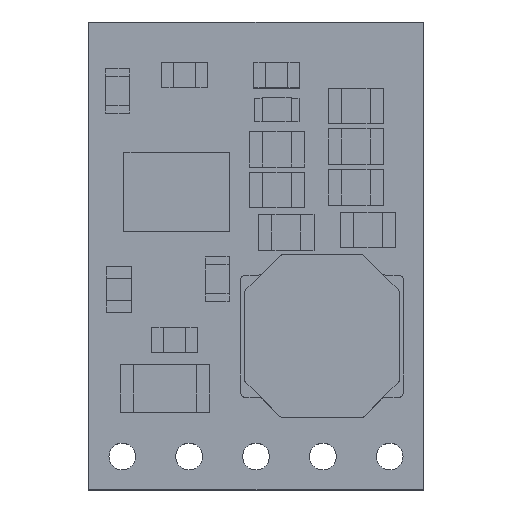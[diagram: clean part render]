
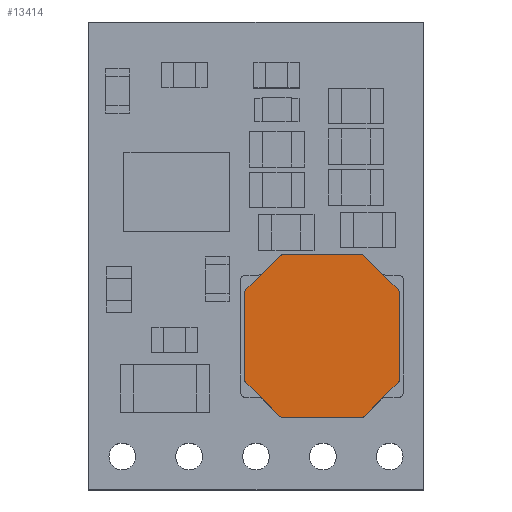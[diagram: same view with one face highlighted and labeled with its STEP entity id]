
A CAD part, top view. The second image highlights one B-rep face of the part: STEP entity #13414.
In plain terms, the highlighted planar face has unit normal (0, 0, 1).
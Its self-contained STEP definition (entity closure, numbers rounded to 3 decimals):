
#223=PLANE('',#14169);
#1208=FACE_OUTER_BOUND('',#1938,.T.);
#1938=EDGE_LOOP('',(#9891,#9892,#9893,#9894,#9895,#9896,#9897,#9898,#9899,
#9900,#9901,#9902,#9903,#9904,#9905,#9906));
#3055=LINE('',#19060,#4609);
#3058=LINE('',#19068,#4612);
#3061=LINE('',#19076,#4615);
#3064=LINE('',#19084,#4618);
#3067=LINE('',#19092,#4621);
#3070=LINE('',#19100,#4624);
#3073=LINE('',#19108,#4627);
#3075=LINE('',#19114,#4629);
#4609=VECTOR('',#15472,1000.);
#4612=VECTOR('',#15481,1000.);
#4615=VECTOR('',#15490,1000.);
#4618=VECTOR('',#15499,1000.);
#4621=VECTOR('',#15508,1000.);
#4624=VECTOR('',#15517,1000.);
#4627=VECTOR('',#15526,1000.);
#4629=VECTOR('',#15534,1000.);
#5666=CIRCLE('',#14146,0.2);
#5667=CIRCLE('',#14149,0.2);
#5668=CIRCLE('',#14152,0.2);
#5669=CIRCLE('',#14155,0.2);
#5670=CIRCLE('',#14158,0.2);
#5671=CIRCLE('',#14161,0.2);
#5672=CIRCLE('',#14164,0.2);
#5673=CIRCLE('',#14167,0.2);
#6114=VERTEX_POINT('',#19052);
#6115=VERTEX_POINT('',#19054);
#6116=VERTEX_POINT('',#19058);
#6117=VERTEX_POINT('',#19062);
#6118=VERTEX_POINT('',#19066);
#6119=VERTEX_POINT('',#19070);
#6120=VERTEX_POINT('',#19074);
#6121=VERTEX_POINT('',#19078);
#6122=VERTEX_POINT('',#19082);
#6123=VERTEX_POINT('',#19086);
#6124=VERTEX_POINT('',#19090);
#6125=VERTEX_POINT('',#19094);
#6126=VERTEX_POINT('',#19098);
#6127=VERTEX_POINT('',#19102);
#6128=VERTEX_POINT('',#19106);
#6129=VERTEX_POINT('',#19110);
#7507=EDGE_CURVE('',#6115,#6114,#5666,.T.);
#7510=EDGE_CURVE('',#6114,#6116,#3055,.T.);
#7512=EDGE_CURVE('',#6116,#6117,#5667,.T.);
#7514=EDGE_CURVE('',#6117,#6118,#3058,.T.);
#7516=EDGE_CURVE('',#6118,#6119,#5668,.T.);
#7518=EDGE_CURVE('',#6119,#6120,#3061,.T.);
#7520=EDGE_CURVE('',#6120,#6121,#5669,.T.);
#7522=EDGE_CURVE('',#6121,#6122,#3064,.T.);
#7524=EDGE_CURVE('',#6122,#6123,#5670,.T.);
#7526=EDGE_CURVE('',#6123,#6124,#3067,.T.);
#7528=EDGE_CURVE('',#6124,#6125,#5671,.T.);
#7530=EDGE_CURVE('',#6125,#6126,#3070,.T.);
#7532=EDGE_CURVE('',#6126,#6127,#5672,.T.);
#7534=EDGE_CURVE('',#6127,#6128,#3073,.T.);
#7536=EDGE_CURVE('',#6128,#6129,#5673,.T.);
#7537=EDGE_CURVE('',#6129,#6115,#3075,.T.);
#9891=ORIENTED_EDGE('',*,*,#7507,.T.);
#9892=ORIENTED_EDGE('',*,*,#7510,.T.);
#9893=ORIENTED_EDGE('',*,*,#7512,.T.);
#9894=ORIENTED_EDGE('',*,*,#7514,.T.);
#9895=ORIENTED_EDGE('',*,*,#7516,.T.);
#9896=ORIENTED_EDGE('',*,*,#7518,.T.);
#9897=ORIENTED_EDGE('',*,*,#7520,.T.);
#9898=ORIENTED_EDGE('',*,*,#7522,.T.);
#9899=ORIENTED_EDGE('',*,*,#7524,.T.);
#9900=ORIENTED_EDGE('',*,*,#7526,.T.);
#9901=ORIENTED_EDGE('',*,*,#7528,.T.);
#9902=ORIENTED_EDGE('',*,*,#7530,.T.);
#9903=ORIENTED_EDGE('',*,*,#7532,.T.);
#9904=ORIENTED_EDGE('',*,*,#7534,.T.);
#9905=ORIENTED_EDGE('',*,*,#7536,.T.);
#9906=ORIENTED_EDGE('',*,*,#7537,.T.);
#13414=ADVANCED_FACE('',(#1208),#223,.T.);
#14146=AXIS2_PLACEMENT_3D('',#19055,#15466,#15467);
#14149=AXIS2_PLACEMENT_3D('',#19064,#15476,#15477);
#14152=AXIS2_PLACEMENT_3D('',#19072,#15485,#15486);
#14155=AXIS2_PLACEMENT_3D('',#19080,#15494,#15495);
#14158=AXIS2_PLACEMENT_3D('',#19088,#15503,#15504);
#14161=AXIS2_PLACEMENT_3D('',#19096,#15512,#15513);
#14164=AXIS2_PLACEMENT_3D('',#19104,#15521,#15522);
#14167=AXIS2_PLACEMENT_3D('',#19112,#15530,#15531);
#14169=AXIS2_PLACEMENT_3D('',#19115,#15535,#15536);
#15466=DIRECTION('center_axis',(0.,0.,1.));
#15467=DIRECTION('ref_axis',(0.,1.,0.));
#15472=DIRECTION('',(-0.707,0.707,0.));
#15476=DIRECTION('center_axis',(0.,0.,1.));
#15477=DIRECTION('ref_axis',(0.,1.,0.));
#15481=DIRECTION('',(-1.,0.,0.));
#15485=DIRECTION('center_axis',(0.,0.,1.));
#15486=DIRECTION('ref_axis',(0.,-1.,0.));
#15490=DIRECTION('',(-0.707,-0.707,0.));
#15494=DIRECTION('center_axis',(0.,0.,1.));
#15495=DIRECTION('ref_axis',(0.,1.,0.));
#15499=DIRECTION('',(0.,-1.,0.));
#15503=DIRECTION('center_axis',(0.,0.,1.));
#15504=DIRECTION('ref_axis',(0.,1.,0.));
#15508=DIRECTION('',(0.707,-0.707,0.));
#15512=DIRECTION('center_axis',(0.,0.,1.));
#15513=DIRECTION('ref_axis',(0.,-1.,0.));
#15517=DIRECTION('',(1.,0.,0.));
#15521=DIRECTION('center_axis',(0.,0.,1.));
#15522=DIRECTION('ref_axis',(0.,-1.,0.));
#15526=DIRECTION('',(0.707,0.707,0.));
#15530=DIRECTION('center_axis',(0.,0.,1.));
#15531=DIRECTION('ref_axis',(0.,-1.,0.));
#15534=DIRECTION('',(0.,1.,0.));
#15535=DIRECTION('center_axis',(0.,0.,1.));
#15536=DIRECTION('ref_axis',(0.,1.,0.));
#19052=CARTESIAN_POINT('',(11.749,7.599,3.816));
#19054=CARTESIAN_POINT('',(11.808,7.457,3.816));
#19055=CARTESIAN_POINT('Origin',(11.608,7.457,3.816));
#19058=CARTESIAN_POINT('',(10.467,8.881,3.816));
#19060=CARTESIAN_POINT('',(10.467,8.881,3.816));
#19062=CARTESIAN_POINT('',(10.325,8.94,3.816));
#19064=CARTESIAN_POINT('Origin',(10.325,8.74,3.816));
#19066=CARTESIAN_POINT('',(7.391,8.94,3.816));
#19068=CARTESIAN_POINT('',(10.325,8.94,3.816));
#19070=CARTESIAN_POINT('',(7.249,8.881,3.816));
#19072=CARTESIAN_POINT('Origin',(7.391,8.74,3.816));
#19074=CARTESIAN_POINT('',(5.967,7.599,3.816));
#19076=CARTESIAN_POINT('',(7.249,8.881,3.816));
#19078=CARTESIAN_POINT('',(5.908,7.457,3.816));
#19080=CARTESIAN_POINT('Origin',(6.108,7.457,3.816));
#19082=CARTESIAN_POINT('',(5.908,4.223,3.816));
#19084=CARTESIAN_POINT('',(5.908,4.223,3.816));
#19086=CARTESIAN_POINT('',(5.967,4.081,3.816));
#19088=CARTESIAN_POINT('Origin',(6.108,4.223,3.816));
#19090=CARTESIAN_POINT('',(7.249,2.799,3.816));
#19092=CARTESIAN_POINT('',(7.249,2.799,3.816));
#19094=CARTESIAN_POINT('',(7.391,2.74,3.816));
#19096=CARTESIAN_POINT('Origin',(7.391,2.94,3.816));
#19098=CARTESIAN_POINT('',(10.325,2.74,3.816));
#19100=CARTESIAN_POINT('',(10.325,2.74,3.816));
#19102=CARTESIAN_POINT('',(10.467,2.799,3.816));
#19104=CARTESIAN_POINT('Origin',(10.325,2.94,3.816));
#19106=CARTESIAN_POINT('',(11.749,4.081,3.816));
#19108=CARTESIAN_POINT('',(10.467,2.799,3.816));
#19110=CARTESIAN_POINT('',(11.808,4.223,3.816));
#19112=CARTESIAN_POINT('Origin',(11.608,4.223,3.816));
#19114=CARTESIAN_POINT('',(11.808,4.223,3.816));
#19115=CARTESIAN_POINT('Origin',(11.608,7.457,3.816));
